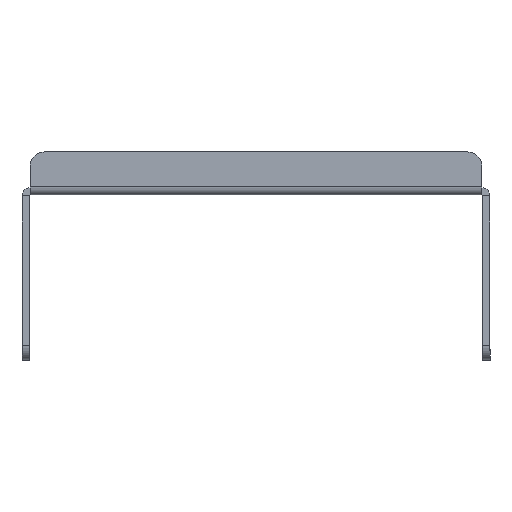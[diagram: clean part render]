
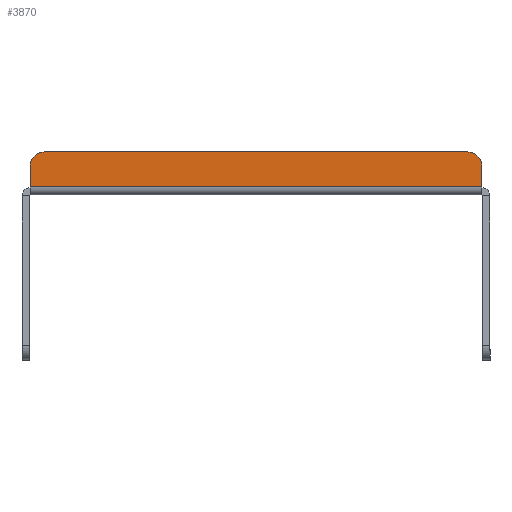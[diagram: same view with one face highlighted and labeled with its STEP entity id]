
A CAD part, left-side view. The second image highlights one B-rep face of the part: STEP entity #3870.
In plain terms, the highlighted planar face has unit normal (-1, 0, 0).
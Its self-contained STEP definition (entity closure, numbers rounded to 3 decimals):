
#130 = CARTESIAN_POINT ( 'NONE',  ( -52.5, 0., 0. ) ) ;
#172 = ORIENTED_EDGE ( 'NONE', *, *, #2955, .T. ) ;
#392 = CARTESIAN_POINT ( 'NONE',  ( -52.5, -78.7, 9.5 ) ) ;
#537 = EDGE_CURVE ( 'NONE', #891, #3220, #1478, .T. ) ;
#642 = CARTESIAN_POINT ( 'NONE',  ( -52.5, -73.7, 14.5 ) ) ;
#683 = AXIS2_PLACEMENT_3D ( 'NONE', #1733, #3299, #1748 ) ;
#698 = ORIENTED_EDGE ( 'NONE', *, *, #2259, .T. ) ;
#882 = LINE ( 'NONE', #1858, #1716 ) ;
#891 = VERTEX_POINT ( 'NONE', #1991 ) ;
#926 = CARTESIAN_POINT ( 'NONE',  ( -52.5, 78.7, 14.5 ) ) ;
#1054 = VERTEX_POINT ( 'NONE', #1456 ) ;
#1103 = CARTESIAN_POINT ( 'NONE',  ( -52.5, 73.7, 9.5 ) ) ;
#1153 = DIRECTION ( 'NONE',  ( 0., 0., -1. ) ) ;
#1205 = VERTEX_POINT ( 'NONE', #642 ) ;
#1316 = PLANE ( 'NONE',  #3486 ) ;
#1331 = VECTOR ( 'NONE', #2183, 1000. ) ;
#1456 = CARTESIAN_POINT ( 'NONE',  ( -52.5, 73.7, 14.5 ) ) ;
#1478 = LINE ( 'NONE', #2048, #2619 ) ;
#1497 = EDGE_CURVE ( 'NONE', #3043, #3301, #882, .T. ) ;
#1716 = VECTOR ( 'NONE', #2463, 1000. ) ;
#1733 = CARTESIAN_POINT ( 'NONE',  ( -52.5, -73.7, 9.5 ) ) ;
#1748 = DIRECTION ( 'NONE',  ( 0., 0., -1. ) ) ;
#1749 = ORIENTED_EDGE ( 'NONE', *, *, #1497, .T. ) ;
#1839 = DIRECTION ( 'NONE',  ( 0., 1., 0. ) ) ;
#1857 = VECTOR ( 'NONE', #1839, 1000. ) ;
#1858 = CARTESIAN_POINT ( 'NONE',  ( -52.5, -78.7, 14.5 ) ) ;
#1964 = DIRECTION ( 'NONE',  ( 1., 0., 0. ) ) ;
#1991 = CARTESIAN_POINT ( 'NONE',  ( -52.5, 78.7, 9.5 ) ) ;
#2048 = CARTESIAN_POINT ( 'NONE',  ( -52.5, 78.7, 2. ) ) ;
#2118 = LINE ( 'NONE', #2487, #1857 ) ;
#2183 = DIRECTION ( 'NONE',  ( 0., 1., 0. ) ) ;
#2259 = EDGE_CURVE ( 'NONE', #1205, #1054, #2451, .T. ) ;
#2274 = ORIENTED_EDGE ( 'NONE', *, *, #3352, .T. ) ;
#2283 = FACE_OUTER_BOUND ( 'NONE', #2479, .T. ) ;
#2337 = DIRECTION ( 'NONE',  ( -1., 0., 0. ) ) ;
#2451 = LINE ( 'NONE', #926, #1331 ) ;
#2463 = DIRECTION ( 'NONE',  ( 0., 0., 1. ) ) ;
#2479 = EDGE_LOOP ( 'NONE', ( #698, #2274, #3615, #2935, #1749, #172 ) ) ;
#2487 = CARTESIAN_POINT ( 'NONE',  ( -52.5, 0., 2.3 ) ) ;
#2619 = VECTOR ( 'NONE', #1153, 1000. ) ;
#2650 = CARTESIAN_POINT ( 'NONE',  ( -52.5, -78.7, 2.3 ) ) ;
#2695 = AXIS2_PLACEMENT_3D ( 'NONE', #1103, #2337, #2702 ) ;
#2702 = DIRECTION ( 'NONE',  ( 0., 0., -1. ) ) ;
#2874 = CARTESIAN_POINT ( 'NONE',  ( -52.5, 78.7, 2.3 ) ) ;
#2903 = DIRECTION ( 'NONE',  ( 0., 0., -1. ) ) ;
#2935 = ORIENTED_EDGE ( 'NONE', *, *, #3843, .F. ) ;
#2955 = EDGE_CURVE ( 'NONE', #3301, #1205, #3859, .T. ) ;
#3043 = VERTEX_POINT ( 'NONE', #2650 ) ;
#3220 = VERTEX_POINT ( 'NONE', #2874 ) ;
#3299 = DIRECTION ( 'NONE',  ( -1., 0., 0. ) ) ;
#3301 = VERTEX_POINT ( 'NONE', #392 ) ;
#3352 = EDGE_CURVE ( 'NONE', #1054, #891, #3480, .T. ) ;
#3480 = CIRCLE ( 'NONE', #2695, 5. ) ;
#3486 = AXIS2_PLACEMENT_3D ( 'NONE', #130, #1964, #2903 ) ;
#3615 = ORIENTED_EDGE ( 'NONE', *, *, #537, .T. ) ;
#3843 = EDGE_CURVE ( 'NONE', #3043, #3220, #2118, .T. ) ;
#3859 = CIRCLE ( 'NONE', #683, 5. ) ;
#3870 = ADVANCED_FACE ( 'NONE', ( #2283 ), #1316, .F. ) ;
